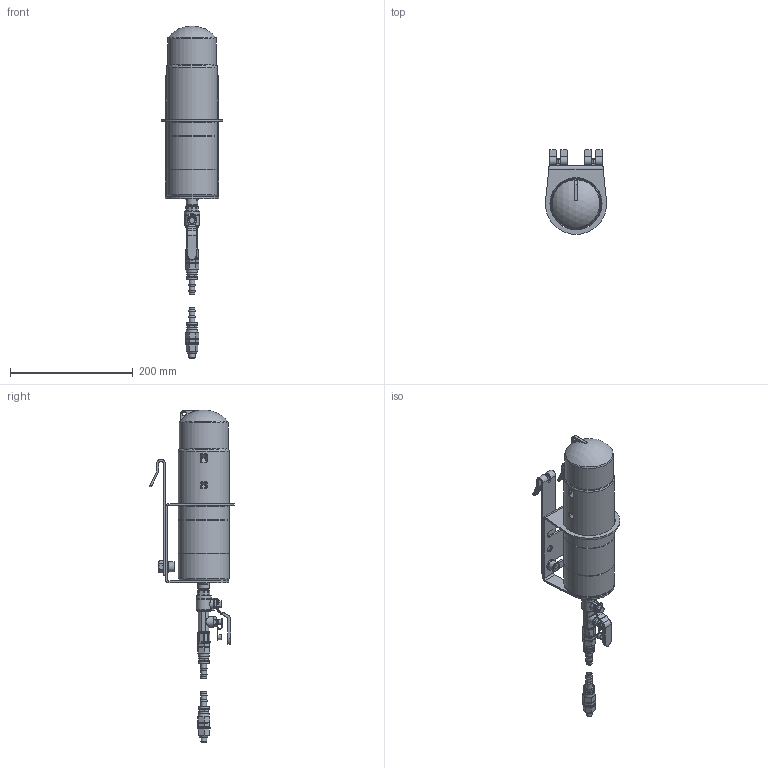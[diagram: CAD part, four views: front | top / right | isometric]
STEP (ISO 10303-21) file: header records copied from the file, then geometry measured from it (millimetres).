
FILE_DESCRIPTION(/* description */ (''),/* implementation_level */ '2;1');
FILE_NAME(/* name */ 'anmos06a_116956.stp',/* time_stamp */ '2022-08-17T16:05:10+02:00',/* author */ ('002245'),/* organization */ (''),/* preprocessor_version */ 'ST-DEVELOPER v18.1',/* originating_system */ 'Autodesk Inventor 2022',/* authorisation */ '');
FILE_SCHEMA (('CONFIG_CONTROL_DESIGN'));
Length unit declared in the file: millimetre
Products named in the file (24): anmos06a; anmha10d; anmha10d_1; Hülse G1_4; Schweißnaht; anzma02b; DIN 127 - A 10; anmoa02b; anmoa02b_1; DIN 929 - M10 x p 1.5 - St; ISO 4762 - M10 x 16; anvsd03a; anvsd03a_1; andsk01a; anmif01a; ancap05g_250_CONTROL_Heavy_Duty_115901; anspa06a; Grundkörper Spülanschluss; anksn01a; Vverschlussstopfen Kegelschmiernippel; Verschlussstopfen Kegelschmiernippel_gebogen; ansta03a; annipca0; anrds10b
Assembly tree (26 placements, depth 4):
  anmos06a
    anmha10d
      anmha10d_1
      Hülse G1_4
      Schweißnaht
    anzma02b  x2
      DIN 127 - A 10
      anmoa02b
        anmoa02b_1
        DIN 929 - M10 x p 1.5 - St
      ISO 4762 - M10 x 16
    anvsd03a
      anvsd03a_1
      andsk01a
      anmif01a
    ancap05g_250_CONTROL_Heavy_Duty_115901
    anspa06a
      Grundkörper Spülanschluss
      anksn01a
      Vverschlussstopfen Kegelschmiernippel
      Verschlussstopfen Kegelschmiernippel_gebogen
    annipca0  x2
    ansta03a  x2
    anrds10b
Bounding box: 99.8 x 138.14 x 541.7 mm (x, y, z)
Volume: 424252 mm3; surface area: 285942.4 mm2
Topology: 25 solids, 25 shells, 1673 faces, 3958 edges, 2375 vertices
Faces by surface type: plane 474, cylinder 348, bspline 342, cone 273, torus 167, sphere 69
Full cylindrical faces by diameter (mm): 1.9 x1, 2 x1, 5 x1, 5.6 x1, 6 x4, 7 x6, 8 x3, 8.376 x2, 9.5 x7, 10 x4, 11 x4, 11.445 x5, 12.1 x4, 12.2 x1, 12.5 x6, 12.751 x2, 13.1 x2, 13.157 x2, 13.5 x1, 14.25 x2, 15 x1, 16 x2, 16.6 x2, 17 x1, 18 x7, 19 x4, 19.2 x1, 20.7 x2, 21.6 x1, 22.1 x1
Entity records: 53834 total; most frequent: CARTESIAN_POINT 21678, ORIENTED_EDGE 6806, DIRECTION 6232, EDGE_CURVE 3403, AXIS2_PLACEMENT_3D 2666, VERTEX_POINT 2043, EDGE_LOOP 1562, CIRCLE 1460
